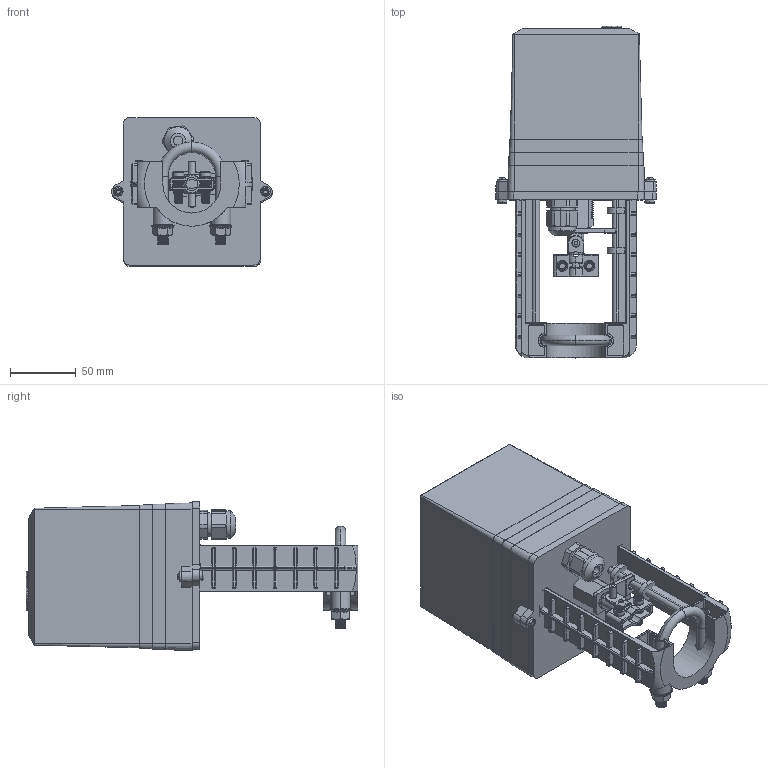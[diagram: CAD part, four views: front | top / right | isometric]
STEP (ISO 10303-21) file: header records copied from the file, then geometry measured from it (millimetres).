
FILE_DESCRIPTION (( 'STEP AP214' ), '1' );
FILE_NAME ('&&【执行器部分】VAJ3F-A&D系列执行器整机图纸1500N.STEP', '2022-08-16T08:38:12', ( 'User' ), ( 'china' ), 'SwSTEP 2.0', 'SolidWorks 2013', '' );
FILE_SCHEMA (( 'AUTOMOTIVE_DESIGN' ));
Length unit declared in the file: millimetre
Products named in the file (22): M6x20不锈钢内六角螺钉; 3F炵蹈U倰蹟邡朴44; 仿西门子夹子用滚针轴5.5x35; 【V3.0夹子2-2】Φ10阀杆头连接卡子（Φ6.4孔）-20200608; PG11 3Dͼֽ; VAJ3F炵蹈硒俴ん硌渀(3mm); &&【执行器部分】VAJ3F-A&D系列执行器整机图纸1500N; 【V3.0夹子2-1】Φ10阀杆头连接卡子（M6）-20200608; VAJ3F系列指针套（圆弧）; 一体式梯形螺母S19x70.5-Tr12x3+宽9&滚针.20220705; 装配体.一体式梯形螺母S19+指针+轴卡+滚针; 1500N-簽赽隊.dwg; QCT864-六角法兰面承面带齿螺母-M8x1.25x7.7; 1500N硌尨遠ㄗ懦ㄘ; 装配体.V3.0-VAJ3F&4B&4C执行器阀杆连接夹子+弹簧+螺钉（去指针）; 皮塞3D图纸（小方帽）; M4x8-平头内六角顶丝（S=2.5）; 1500N硌尨遠ㄗ綻ㄘ; VAJ3D&3F-第3&4版夹子弹簧0.6x7.6x12x6（压缩到6mm）-20200608; 1000N&1500N方形帽子-ABS（高+黑色 124mm）.20220808; 轴用卡簧外形图 12（指针固定使用）; VAJ3F..系列-1000 15000N支架主视图(使用)
Assembly tree (25 placements, depth 3):
  &&【执行器部分】VAJ3F-A&D系列执行器整机图纸1500N
    VAJ3F..系列-1000 15000N支架主视图(使用)
    1500N硌尨遠ㄗ綻ㄘ
    1500N硌尨遠ㄗ懦ㄘ
    1500N-簽赽隊.dwg  x2
    VAJ3F系列指针套（圆弧）
    PG11 3Dͼֽ
    3F炵蹈U倰蹟邡朴44
    1000N&1500N方形帽子-ABS（高+黑色 124mm）.20220808
    皮塞3D图纸（小方帽）
    QCT864-六角法兰面承面带齿螺母-M8x1.25x7.7  x2
    装配体.一体式梯形螺母S19+指针+轴卡+滚针
      一体式梯形螺母S19x70.5-Tr12x3+宽9&滚针.20220705
      VAJ3F炵蹈硒俴ん硌渀(3mm)
      仿西门子夹子用滚针轴5.5x35
      轴用卡簧外形图 12（指针固定使用）
      M4x8-平头内六角顶丝（S=2.5）
    装配体.V3.0-VAJ3F&4B&4C执行器阀杆连接夹子+弹簧+螺钉（去指针）
      【V3.0夹子2-1】Φ10阀杆头连接卡子（M6）-20200608
      【V3.0夹子2-2】Φ10阀杆头连接卡子（Φ6.4孔）-20200608
      M6x20不锈钢内六角螺钉  x2
      VAJ3D&3F-第3&4版夹子弹簧0.6x7.6x12x6（压缩到6mm）-20200608  x2
Bounding box: 122.2 x 252 x 113.06 mm (x, y, z)
Volume: 79.3 mm3; surface area: 221581.9 mm2
Topology: 2 solids, 40 shells, 1933 faces, 5166 edges, 3321 vertices
Faces by surface type: plane 772, cylinder 698, bspline 256, cone 109, torus 98
Entity records: 95684 total; most frequent: CARTESIAN_POINT 48208, ORIENTED_EDGE 8635, DIRECTION 7274, EDGE_CURVE 4369, VERTEX_POINT 2818, AXIS2_PLACEMENT_3D 2568, VECTOR 2138, LINE 2138
